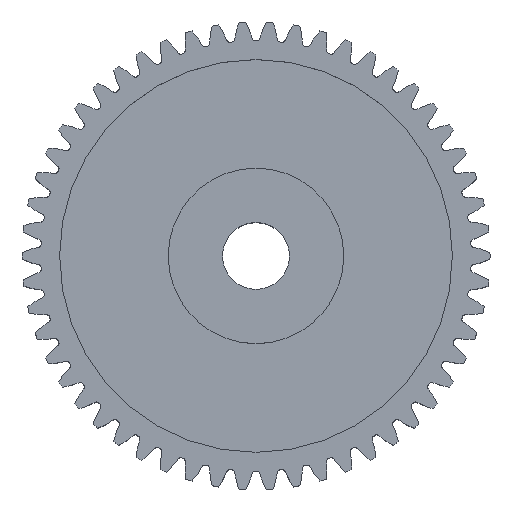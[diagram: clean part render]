
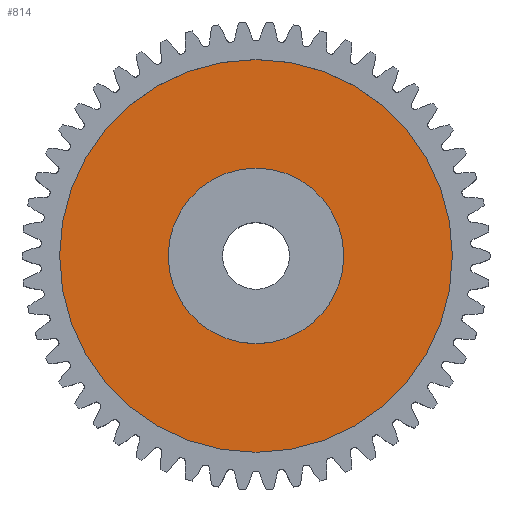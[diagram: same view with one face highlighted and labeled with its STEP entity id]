
A CAD part, top view. The second image highlights one B-rep face of the part: STEP entity #814.
In plain terms, the highlighted planar face has unit normal (0, 0, 1).
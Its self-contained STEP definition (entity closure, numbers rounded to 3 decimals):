
#251 = VERTEX_POINT ( 'NONE', #5127 ) ;
#255 = VERTEX_POINT ( 'NONE', #5121 ) ;
#258 = EDGE_CURVE ( 'NONE', #251, #2733, #5105, .T. ) ;
#261 = VERTEX_POINT ( 'NONE', #5164 ) ;
#262 = EDGE_CURVE ( 'NONE', #255, #261, #5167, .T. ) ;
#814 = ADVANCED_FACE ( 'NONE', ( #6155, #6154 ), #6153, .F. ) ;
#816 = ORIENTED_EDGE ( 'NONE', *, *, #1010, .T. ) ;
#817 = ORIENTED_EDGE ( 'NONE', *, *, #1008, .F. ) ;
#1003 = ORIENTED_EDGE ( 'NONE', *, *, #258, .T. ) ;
#1008 = EDGE_CURVE ( 'NONE', #261, #255, #6357, .T. ) ;
#1010 = EDGE_CURVE ( 'NONE', #2733, #251, #6234, .T. ) ;
#1022 = ORIENTED_EDGE ( 'NONE', *, *, #262, .F. ) ;
#1024 = EDGE_LOOP ( 'NONE', ( #1003, #816 ) ) ;
#1028 = EDGE_LOOP ( 'NONE', ( #817, #1022 ) ) ;
#2733 = VERTEX_POINT ( 'NONE', #9443 ) ;
#5105 = CIRCLE ( 'NONE', #5175, 10.5 ) ;
#5116 = CARTESIAN_POINT ( 'NONE',  ( 0., 0., 6.8 ) ) ;
#5121 = CARTESIAN_POINT ( 'NONE',  ( 23.5, 0., 6.8 ) ) ;
#5127 = CARTESIAN_POINT ( 'NONE',  ( -10.5, 0., 6.8 ) ) ;
#5153 = DIRECTION ( 'NONE',  ( -1., 0., 0. ) ) ;
#5154 = DIRECTION ( 'NONE',  ( 0., 0., -1. ) ) ;
#5155 = CARTESIAN_POINT ( 'NONE',  ( 0., 0., 6.8 ) ) ;
#5156 = AXIS2_PLACEMENT_3D ( 'NONE', #5155, #5154, #5153 ) ;
#5162 = DIRECTION ( 'NONE',  ( -1., 0., 0. ) ) ;
#5163 = DIRECTION ( 'NONE',  ( 0., 0., -1. ) ) ;
#5164 = CARTESIAN_POINT ( 'NONE',  ( -23.5, 0., 6.8 ) ) ;
#5167 = CIRCLE ( 'NONE', #5156, 23.5 ) ;
#5175 = AXIS2_PLACEMENT_3D ( 'NONE', #5116, #5163, #5162 ) ;
#6149 = DIRECTION ( 'NONE',  ( -1., 0., 0. ) ) ;
#6150 = DIRECTION ( 'NONE',  ( 0., 0., -1. ) ) ;
#6153 = PLANE ( 'NONE',  #6156 ) ;
#6154 = FACE_OUTER_BOUND ( 'NONE', #1028, .T. ) ;
#6155 = FACE_BOUND ( 'NONE', #1024, .T. ) ;
#6156 = AXIS2_PLACEMENT_3D ( 'NONE', #6166, #6150, #6149 ) ;
#6166 = CARTESIAN_POINT ( 'NONE',  ( 0., 0., 6.8 ) ) ;
#6230 = CARTESIAN_POINT ( 'NONE',  ( 0., 0., 6.8 ) ) ;
#6234 = CIRCLE ( 'NONE', #6348, 10.5 ) ;
#6346 = DIRECTION ( 'NONE',  ( -1., 0., 0. ) ) ;
#6347 = DIRECTION ( 'NONE',  ( 0., 0., -1. ) ) ;
#6348 = AXIS2_PLACEMENT_3D ( 'NONE', #6230, #6347, #6346 ) ;
#6353 = DIRECTION ( 'NONE',  ( -1., 0., 0. ) ) ;
#6354 = DIRECTION ( 'NONE',  ( 0., 0., -1. ) ) ;
#6355 = CARTESIAN_POINT ( 'NONE',  ( 0., 0., 6.8 ) ) ;
#6356 = AXIS2_PLACEMENT_3D ( 'NONE', #6355, #6354, #6353 ) ;
#6357 = CIRCLE ( 'NONE', #6356, 23.5 ) ;
#9443 = CARTESIAN_POINT ( 'NONE',  ( 10.5, 0., 6.8 ) ) ;
